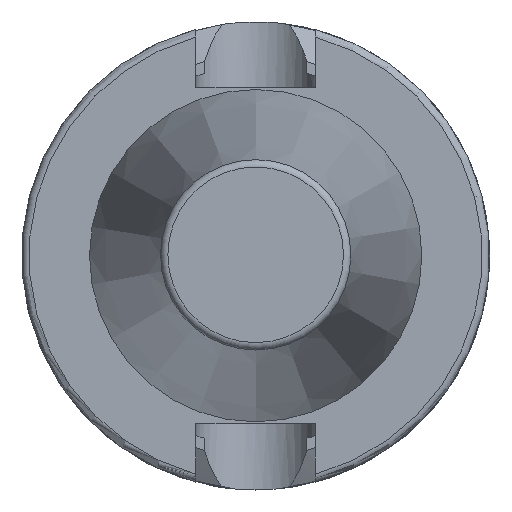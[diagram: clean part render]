
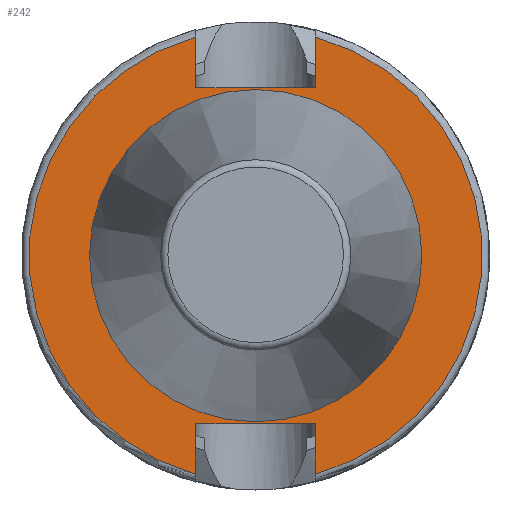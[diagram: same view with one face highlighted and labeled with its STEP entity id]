
A CAD part, top view. The second image highlights one B-rep face of the part: STEP entity #242.
In plain terms, the highlighted planar face has unit normal (0, 0, 1).
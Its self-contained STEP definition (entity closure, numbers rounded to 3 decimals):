
#80=FACE_BOUND('',#366,.T.);
#81=FACE_BOUND('',#367,.T.);
#118=LINE('',#1672,#162);
#123=LINE('',#1690,#167);
#126=LINE('',#1695,#170);
#130=LINE('',#1714,#174);
#131=LINE('',#1717,#175);
#132=LINE('',#1718,#176);
#162=VECTOR('',#1285,1.);
#167=VECTOR('',#1292,1.);
#170=VECTOR('',#1297,1.);
#174=VECTOR('',#1315,1.);
#175=VECTOR('',#1316,1.);
#176=VECTOR('',#1317,1.);
#242=ADVANCED_FACE('',(#80,#81),#264,.T.);
#264=PLANE('',#1056);
#366=EDGE_LOOP('',(#564));
#367=EDGE_LOOP('',(#565,#566,#567,#568,#569,#570,#571,#572));
#564=ORIENTED_EDGE('',*,*,#834,.F.);
#565=ORIENTED_EDGE('',*,*,#835,.T.);
#566=ORIENTED_EDGE('',*,*,#836,.T.);
#567=ORIENTED_EDGE('',*,*,#790,.F.);
#568=ORIENTED_EDGE('',*,*,#824,.T.);
#569=ORIENTED_EDGE('',*,*,#827,.T.);
#570=ORIENTED_EDGE('',*,*,#817,.T.);
#571=ORIENTED_EDGE('',*,*,#802,.F.);
#572=ORIENTED_EDGE('',*,*,#837,.T.);
#681=VERTEX_POINT('',#1536);
#682=VERTEX_POINT('',#1538);
#692=VERTEX_POINT('',#1597);
#693=VERTEX_POINT('',#1598);
#705=VERTEX_POINT('',#1673);
#709=VERTEX_POINT('',#1689);
#714=VERTEX_POINT('',#1713);
#715=VERTEX_POINT('',#1715);
#716=VERTEX_POINT('',#1716);
#790=EDGE_CURVE('',#681,#682,#903,.T.);
#802=EDGE_CURVE('',#692,#693,#909,.T.);
#817=EDGE_CURVE('',#705,#693,#118,.T.);
#824=EDGE_CURVE('',#681,#709,#123,.T.);
#827=EDGE_CURVE('',#709,#705,#126,.T.);
#834=EDGE_CURVE('',#714,#714,#915,.T.);
#835=EDGE_CURVE('',#715,#716,#130,.T.);
#836=EDGE_CURVE('',#716,#682,#131,.T.);
#837=EDGE_CURVE('',#692,#715,#132,.T.);
#903=CIRCLE('',#1031,30.5);
#909=CIRCLE('',#1040,30.5);
#915=CIRCLE('',#1055,22.371);
#1031=AXIS2_PLACEMENT_3D('',#1537,#1246,#1247);
#1040=AXIS2_PLACEMENT_3D('',#1596,#1265,#1266);
#1055=AXIS2_PLACEMENT_3D('',#1712,#1313,#1314);
#1056=AXIS2_PLACEMENT_3D('',#1719,#1318,#1319);
#1246=DIRECTION('',(0.,0.,-1.));
#1247=DIRECTION('',(-1.,0.,0.));
#1265=DIRECTION('',(0.,0.,-1.));
#1266=DIRECTION('',(-1.,0.,0.));
#1285=DIRECTION('',(0.,-1.,0.));
#1292=DIRECTION('',(0.,1.,0.));
#1297=DIRECTION('',(1.,0.,0.));
#1313=DIRECTION('',(0.,0.,1.));
#1314=DIRECTION('',(1.,0.,0.));
#1315=DIRECTION('',(-1.,0.,0.));
#1316=DIRECTION('',(0.,1.,0.));
#1317=DIRECTION('',(0.,-1.,0.));
#1318=DIRECTION('',(0.,0.,1.));
#1319=DIRECTION('',(1.,0.,0.));
#1536=CARTESIAN_POINT('',(-8.05,-29.418,-1.));
#1537=CARTESIAN_POINT('',(0.,0.,-1.));
#1538=CARTESIAN_POINT('',(-8.05,29.418,-1.));
#1596=CARTESIAN_POINT('',(0.,0.,-1.));
#1597=CARTESIAN_POINT('',(8.05,29.418,-1.));
#1598=CARTESIAN_POINT('',(8.05,-29.418,-1.));
#1672=CARTESIAN_POINT('',(8.05,3.95,-1.));
#1673=CARTESIAN_POINT('',(8.05,-22.6,-1.));
#1689=CARTESIAN_POINT('',(-8.05,-22.6,-1.));
#1690=CARTESIAN_POINT('',(-8.05,3.95,-1.));
#1695=CARTESIAN_POINT('',(0.,-22.6,-1.));
#1712=CARTESIAN_POINT('',(0.,0.,-1.));
#1713=CARTESIAN_POINT('',(0.,-22.371,-1.));
#1714=CARTESIAN_POINT('',(0.,22.6,-1.));
#1715=CARTESIAN_POINT('',(8.05,22.6,-1.));
#1716=CARTESIAN_POINT('',(-8.05,22.6,-1.));
#1717=CARTESIAN_POINT('',(-8.05,26.55,-1.));
#1718=CARTESIAN_POINT('',(8.05,26.55,-1.));
#1719=CARTESIAN_POINT('',(0.,30.5,-1.));
